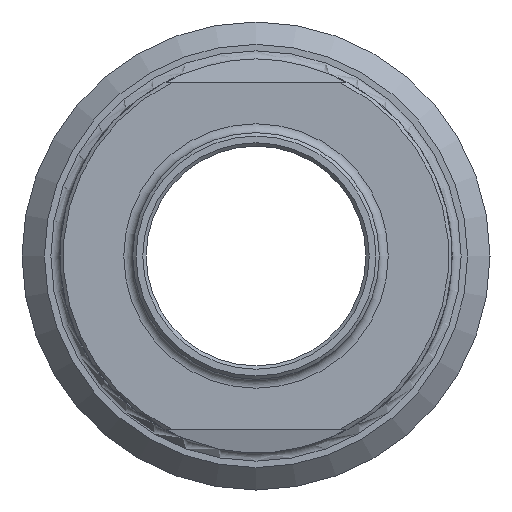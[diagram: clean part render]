
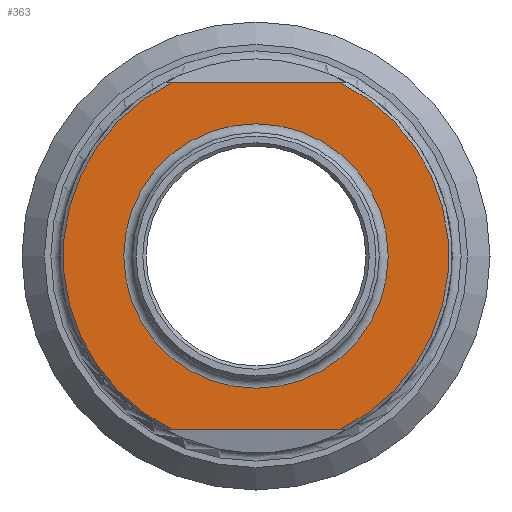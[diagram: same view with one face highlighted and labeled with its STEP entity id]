
A CAD part, left-side view. The second image highlights one B-rep face of the part: STEP entity #363.
In plain terms, the highlighted planar face has unit normal (-1, 0, 0).
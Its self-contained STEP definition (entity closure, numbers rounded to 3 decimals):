
#22=FACE_BOUND('',#108,.T.);
#34=PLANE('',#414);
#42=LINE('',#642,#58);
#45=LINE('',#658,#61);
#58=VECTOR('',#478,10.);
#61=VECTOR('',#487,10.);
#85=FACE_OUTER_BOUND('',#107,.T.);
#107=EDGE_LOOP('',(#282,#283,#284,#285));
#108=EDGE_LOOP('',(#286));
#132=CIRCLE('',#415,17.2);
#133=CIRCLE('',#416,17.2);
#134=CIRCLE('',#417,11.8);
#167=VERTEX_POINT('',#630);
#170=VERTEX_POINT('',#638);
#172=VERTEX_POINT('',#647);
#174=VERTEX_POINT('',#654);
#175=VERTEX_POINT('',#664);
#209=EDGE_CURVE('',#167,#170,#42,.T.);
#215=EDGE_CURVE('',#172,#174,#45,.T.);
#217=EDGE_CURVE('',#172,#170,#132,.T.);
#218=EDGE_CURVE('',#167,#174,#133,.T.);
#219=EDGE_CURVE('',#175,#175,#134,.T.);
#282=ORIENTED_EDGE('',*,*,#209,.T.);
#283=ORIENTED_EDGE('',*,*,#217,.F.);
#284=ORIENTED_EDGE('',*,*,#215,.T.);
#285=ORIENTED_EDGE('',*,*,#218,.F.);
#286=ORIENTED_EDGE('',*,*,#219,.F.);
#363=ADVANCED_FACE('',(#85,#22),#34,.T.);
#414=AXIS2_PLACEMENT_3D('',#661,#492,#493);
#415=AXIS2_PLACEMENT_3D('',#662,#494,#495);
#416=AXIS2_PLACEMENT_3D('',#663,#496,#497);
#417=AXIS2_PLACEMENT_3D('',#665,#498,#499);
#478=DIRECTION('',(0.,1.,0.));
#487=DIRECTION('',(0.,-1.,0.));
#492=DIRECTION('center_axis',(-1.,0.,0.));
#493=DIRECTION('ref_axis',(0.,0.,1.));
#494=DIRECTION('center_axis',(1.,0.,0.));
#495=DIRECTION('ref_axis',(0.,-1.,0.));
#496=DIRECTION('center_axis',(1.,0.,0.));
#497=DIRECTION('ref_axis',(0.,-1.,0.));
#498=DIRECTION('center_axis',(-1.,0.,0.));
#499=DIRECTION('ref_axis',(0.,-1.,0.));
#630=CARTESIAN_POINT('',(-18.,-7.456,15.5));
#638=CARTESIAN_POINT('',(-18.,7.456,15.5));
#642=CARTESIAN_POINT('',(-18.,-5.473,15.5));
#647=CARTESIAN_POINT('',(-18.,7.456,-15.5));
#654=CARTESIAN_POINT('',(-18.,-7.456,-15.5));
#658=CARTESIAN_POINT('',(-18.,21.671,-15.5));
#661=CARTESIAN_POINT('Origin',(-18.,17.5,0.));
#662=CARTESIAN_POINT('Origin',(-18.,0.,0.));
#663=CARTESIAN_POINT('Origin',(-18.,0.,0.));
#664=CARTESIAN_POINT('',(-18.,0.,11.8));
#665=CARTESIAN_POINT('Origin',(-18.,0.,0.));
